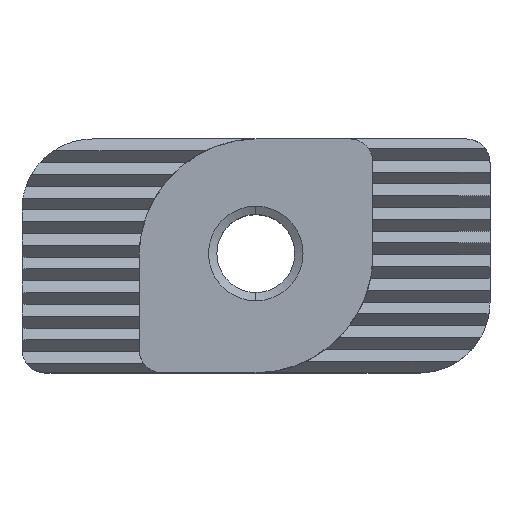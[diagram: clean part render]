
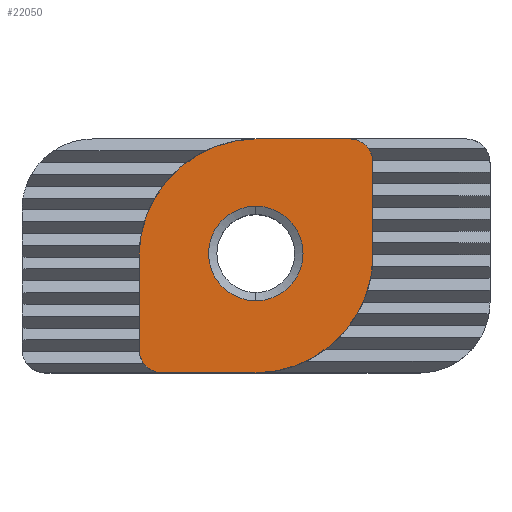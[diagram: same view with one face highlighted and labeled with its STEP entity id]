
A CAD part, top view. The second image highlights one B-rep face of the part: STEP entity #22050.
In plain terms, the highlighted planar face has unit normal (0, 0, 1).
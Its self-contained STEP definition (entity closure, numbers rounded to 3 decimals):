
#4350=CARTESIAN_POINT('',(4.9,14.85,6.3));
#4360=VERTEX_POINT('',#4350);
#4390=CARTESIAN_POINT('',(9.9,14.85,6.3));
#4400=DIRECTION('',(-1.,0.,0.));
#4410=VECTOR('',#4400,1.);
#4420=LINE('',#4390,#4410);
#4430=CARTESIAN_POINT('',(1.,14.85,6.3));
#4440=VERTEX_POINT('',#4430);
#4450=EDGE_CURVE('',#4360,#4440,#4420,.T.);
#11060=CARTESIAN_POINT('',(8.9,4.95,6.3));
#11070=VERTEX_POINT('',#11060);
#11120=CARTESIAN_POINT('',(8.9,5.95,6.3));
#11130=DIRECTION('',(0.,0.,-1.));
#11140=DIRECTION('',(1.,0.,0.));
#11150=AXIS2_PLACEMENT_3D('',#11120,#11130,#11140);
#11160=CIRCLE('',#11150,1.);
#11170=CARTESIAN_POINT('',(9.9,5.95,6.3));
#11180=VERTEX_POINT('',#11170);
#11190=EDGE_CURVE('',#11180,#11070,#11160,.T.);
#15040=CARTESIAN_POINT('',(9.9,9.9,6.3));
#15050=VERTEX_POINT('',#15040);
#15080=CARTESIAN_POINT('',(9.9,9.9,6.3));
#15090=DIRECTION('',(-1.,0.,0.));
#15100=VECTOR('',#15090,1.);
#15110=LINE('',#15080,#15100);
#15120=CARTESIAN_POINT('',(9.9,9.9,6.3));
#15130=VERTEX_POINT('',#15120);
#15140=EDGE_CURVE('',#15050,#15130,#15110,.T.);
#15740=CARTESIAN_POINT('',(5.,4.95,6.3));
#15750=VERTEX_POINT('',#15740);
#15780=CARTESIAN_POINT('',(0.,4.95,6.3));
#15790=DIRECTION('',(1.,0.,0.));
#15800=VECTOR('',#15790,1.);
#15810=LINE('',#15780,#15800);
#15820=EDGE_CURVE('',#15750,#11070,#15810,.T.);
#16780=CARTESIAN_POINT('',(0.,9.9,6.3));
#16790=VERTEX_POINT('',#16780);
#16820=CARTESIAN_POINT('',(5.,9.95,6.3));
#16830=DIRECTION('',(0.,0.,1.));
#16840=DIRECTION('',(-1.,0.,0.));
#16850=AXIS2_PLACEMENT_3D('',#16820,#16830,#16840);
#16860=CIRCLE('',#16850,5.);
#16870=EDGE_CURVE('',#16790,#15750,#16860,.T.);
#17260=CARTESIAN_POINT('',(9.9,19.8,6.3));
#17270=DIRECTION('',(0.,1.,0.));
#17280=VECTOR('',#17270,1.);
#17290=LINE('',#17260,#17280);
#17300=EDGE_CURVE('',#11180,#15050,#17290,.T.);
#19360=CARTESIAN_POINT('',(7.051,9.908,6.3));
#19370=VERTEX_POINT('',#19360);
#19400=CARTESIAN_POINT('',(5.051,9.908,6.3));
#19410=DIRECTION('',(0.,0.,1.));
#19420=DIRECTION('',(1.,0.,0.));
#19430=AXIS2_PLACEMENT_3D('',#19400,#19410,#19420);
#19440=CIRCLE('',#19430,2.);
#19450=CARTESIAN_POINT('',(3.051,9.908,6.3));
#19460=VERTEX_POINT('',#19450);
#19470=EDGE_CURVE('',#19460,#19370,#19440,.T.);
#19890=EDGE_CURVE('',#19370,#19460,#19440,.T.);
#20360=CARTESIAN_POINT('',(0.,9.9,6.3));
#20370=VERTEX_POINT('',#20360);
#20400=CARTESIAN_POINT('',(0.,9.9,6.3));
#20410=DIRECTION('',(1.,0.,0.));
#20420=VECTOR('',#20410,1.);
#20430=LINE('',#20400,#20420);
#20440=EDGE_CURVE('',#20370,#16790,#20430,.T.);
#20570=CARTESIAN_POINT('',(4.9,9.85,6.3));
#20580=DIRECTION('',(0.,0.,1.));
#20590=DIRECTION('',(1.,0.,0.));
#20600=AXIS2_PLACEMENT_3D('',#20570,#20580,#20590);
#20610=CIRCLE('',#20600,5.);
#20620=EDGE_CURVE('',#15130,#4360,#20610,.T.);
#21070=CARTESIAN_POINT('',(0.,13.85,6.3));
#21080=VERTEX_POINT('',#21070);
#21110=CARTESIAN_POINT('',(0.,0.,6.3));
#21120=DIRECTION('',(0.,-1.,0.));
#21130=VECTOR('',#21120,1.);
#21140=LINE('',#21110,#21130);
#21150=EDGE_CURVE('',#21080,#20370,#21140,.T.);
#21780=CARTESIAN_POINT('',(4.95,9.9,6.3));
#21790=DIRECTION('',(0.,0.,1.));
#21800=DIRECTION('',(1.,0.,0.));
#21810=AXIS2_PLACEMENT_3D('',#21780,#21790,#21800);
#21820=PLANE('',#21810);
#21830=ORIENTED_EDGE('',*,*,#19890,.F.);
#21840=ORIENTED_EDGE('',*,*,#19470,.F.);
#21850=EDGE_LOOP('',(#21840,#21830));
#21860=FACE_BOUND('',#21850,.T.);
#21870=ORIENTED_EDGE('',*,*,#15140,.T.);
#21880=ORIENTED_EDGE('',*,*,#17300,.T.);
#21890=ORIENTED_EDGE('',*,*,#11190,.F.);
#21900=ORIENTED_EDGE('',*,*,#15820,.T.);
#21910=ORIENTED_EDGE('',*,*,#16870,.T.);
#21920=ORIENTED_EDGE('',*,*,#20440,.T.);
#21930=ORIENTED_EDGE('',*,*,#21150,.T.);
#21940=CARTESIAN_POINT('',(1.,13.85,6.3));
#21950=DIRECTION('',(0.,0.,-1.));
#21960=DIRECTION('',(-1.,0.,0.));
#21970=AXIS2_PLACEMENT_3D('',#21940,#21950,#21960);
#21980=CIRCLE('',#21970,1.);
#21990=EDGE_CURVE('',#21080,#4440,#21980,.T.);
#22000=ORIENTED_EDGE('',*,*,#21990,.F.);
#22010=ORIENTED_EDGE('',*,*,#4450,.T.);
#22020=ORIENTED_EDGE('',*,*,#20620,.T.);
#22030=EDGE_LOOP('',(#22020,#22010,#22000,#21930,#21920,#21910,#21900,
#21890,#21880,#21870));
#22040=FACE_OUTER_BOUND('',#22030,.T.);
#22050=ADVANCED_FACE('',(#21860,#22040),#21820,.T.);
